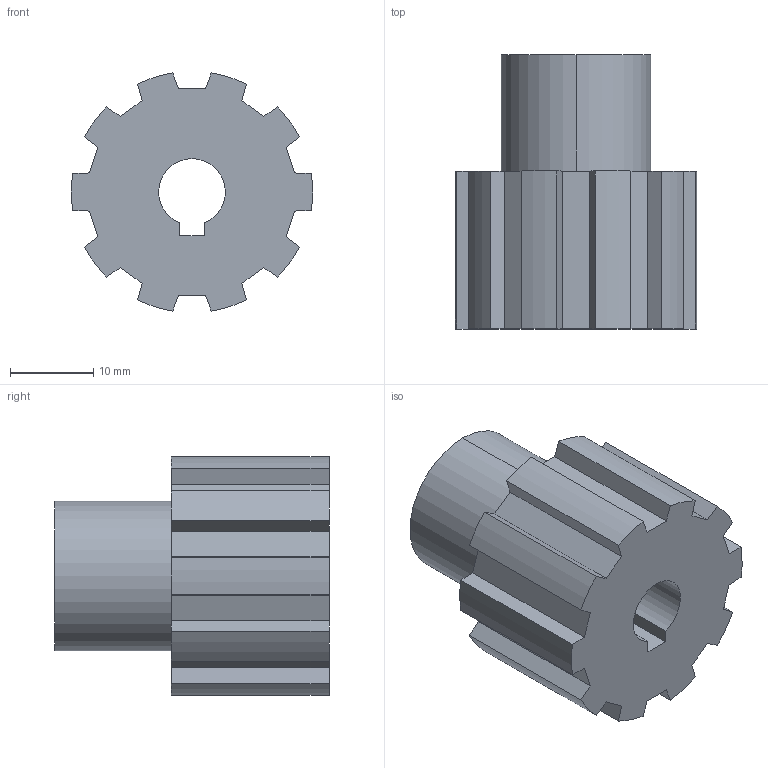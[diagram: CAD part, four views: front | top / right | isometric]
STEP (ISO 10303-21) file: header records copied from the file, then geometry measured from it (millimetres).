
FILE_DESCRIPTION (( 'STEP AP214' ), '1' );
FILE_NAME ('J3 Pulley Long.STEP', '2022-12-28T19:20:11', ( '' ), ( '' ), 'SwSTEP 2.0', 'SolidWorks 2021', '' );
FILE_SCHEMA (( 'AUTOMOTIVE_DESIGN' ));
Length unit declared in the file: millimetre
Products named in the file (1): J3 Pulley Long
Bounding box: 29.01 x 33 x 28.68 mm (x, y, z)
Volume: 12776.4 mm3; surface area: 5061.9 mm2
Topology: 1 solids, 1 shells, 52 faces, 147 edges, 98 vertices
Faces by surface type: plane 36, cylinder 16
Entity records: 1747 total; most frequent: CARTESIAN_POINT 298, ORIENTED_EDGE 294, DIRECTION 285, EDGE_CURVE 147, VECTOR 115, LINE 115, VERTEX_POINT 98, AXIS2_PLACEMENT_3D 85
